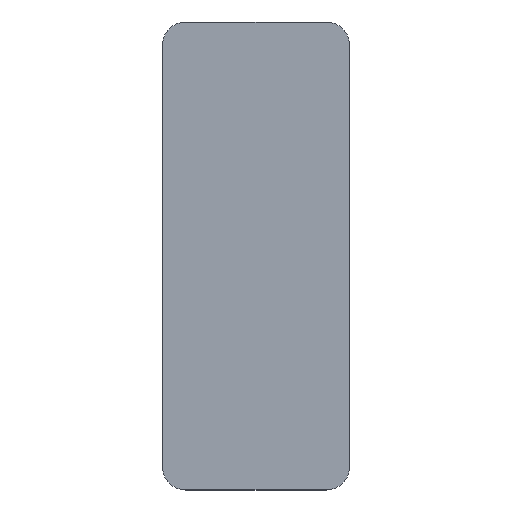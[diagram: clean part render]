
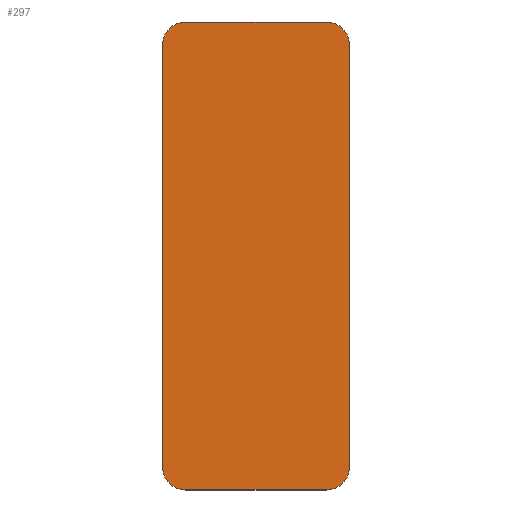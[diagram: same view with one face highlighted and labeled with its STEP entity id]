
A CAD part, top view. The second image highlights one B-rep face of the part: STEP entity #297.
In plain terms, the highlighted planar face has unit normal (0, 0, 1).
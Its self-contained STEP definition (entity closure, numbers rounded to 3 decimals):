
#9 = ORIENTED_EDGE ( 'NONE', *, *, #243, .F. ) ;
#14 = ORIENTED_EDGE ( 'NONE', *, *, #352, .F. ) ;
#17 = CARTESIAN_POINT ( 'NONE',  ( 0., -50., 0.714 ) ) ;
#34 = ORIENTED_EDGE ( 'NONE', *, *, #73, .F. ) ;
#35 = EDGE_CURVE ( 'NONE', #177, #286, #191, .T. ) ;
#36 = CARTESIAN_POINT ( 'NONE',  ( -15., -50., 0.714 ) ) ;
#38 = CARTESIAN_POINT ( 'NONE',  ( 15., -50., 0.714 ) ) ;
#52 = AXIS2_PLACEMENT_3D ( 'NONE', #181, #223, #157 ) ;
#58 = VECTOR ( 'NONE', #137, 1000. ) ;
#59 = CARTESIAN_POINT ( 'NONE',  ( -20., 45., 0.714 ) ) ;
#66 = DIRECTION ( 'NONE',  ( -1., 0., 0. ) ) ;
#69 = CIRCLE ( 'NONE', #113, 5. ) ;
#73 = EDGE_CURVE ( 'NONE', #142, #296, #342, .T. ) ;
#75 = CARTESIAN_POINT ( 'NONE',  ( 15., 50., 0.714 ) ) ;
#77 = DIRECTION ( 'NONE',  ( -1., 0., 0. ) ) ;
#79 = CARTESIAN_POINT ( 'NONE',  ( 20., 0., 0.714 ) ) ;
#80 = EDGE_CURVE ( 'NONE', #286, #188, #247, .T. ) ;
#82 = VERTEX_POINT ( 'NONE', #94 ) ;
#87 = ORIENTED_EDGE ( 'NONE', *, *, #319, .F. ) ;
#94 = CARTESIAN_POINT ( 'NONE',  ( -20., -45., 0.714 ) ) ;
#98 = DIRECTION ( 'NONE',  ( 0., 0., 1. ) ) ;
#110 = DIRECTION ( 'NONE',  ( 0., -1., 0. ) ) ;
#113 = AXIS2_PLACEMENT_3D ( 'NONE', #343, #185, #77 ) ;
#117 = VERTEX_POINT ( 'NONE', #59 ) ;
#125 = CARTESIAN_POINT ( 'NONE',  ( 15., 45., 0.714 ) ) ;
#137 = DIRECTION ( 'NONE',  ( -1., 0., 0. ) ) ;
#142 = VERTEX_POINT ( 'NONE', #249 ) ;
#146 = LINE ( 'NONE', #184, #246 ) ;
#155 = DIRECTION ( 'NONE',  ( 1., 0., 0. ) ) ;
#157 = DIRECTION ( 'NONE',  ( -1., 0., 0. ) ) ;
#164 = AXIS2_PLACEMENT_3D ( 'NONE', #175, #248, #325 ) ;
#166 = ORIENTED_EDGE ( 'NONE', *, *, #80, .F. ) ;
#175 = CARTESIAN_POINT ( 'NONE',  ( 15., -45., 0.714 ) ) ;
#177 = VERTEX_POINT ( 'NONE', #284 ) ;
#181 = CARTESIAN_POINT ( 'NONE',  ( -15., -45., 0.714 ) ) ;
#183 = DIRECTION ( 'NONE',  ( 0., 1., 0. ) ) ;
#184 = CARTESIAN_POINT ( 'NONE',  ( -20., 0., 0.714 ) ) ;
#185 = DIRECTION ( 'NONE',  ( 0., 0., -1. ) ) ;
#188 = VERTEX_POINT ( 'NONE', #256 ) ;
#191 = LINE ( 'NONE', #213, #328 ) ;
#200 = EDGE_CURVE ( 'NONE', #82, #117, #146, .T. ) ;
#202 = LINE ( 'NONE', #17, #58 ) ;
#213 = CARTESIAN_POINT ( 'NONE',  ( 0., 50., 0.714 ) ) ;
#223 = DIRECTION ( 'NONE',  ( 0., 0., -1. ) ) ;
#224 = ORIENTED_EDGE ( 'NONE', *, *, #331, .F. ) ;
#243 = EDGE_CURVE ( 'NONE', #290, #82, #289, .T. ) ;
#246 = VECTOR ( 'NONE', #183, 1000. ) ;
#247 = CIRCLE ( 'NONE', #261, 5. ) ;
#248 = DIRECTION ( 'NONE',  ( 0., 0., -1. ) ) ;
#249 = CARTESIAN_POINT ( 'NONE',  ( 20., -45., 0.714 ) ) ;
#256 = CARTESIAN_POINT ( 'NONE',  ( 20., 45., 0.714 ) ) ;
#261 = AXIS2_PLACEMENT_3D ( 'NONE', #125, #324, #66 ) ;
#270 = VECTOR ( 'NONE', #110, 1000. ) ;
#271 = AXIS2_PLACEMENT_3D ( 'NONE', #339, #98, #155 ) ;
#280 = EDGE_LOOP ( 'NONE', ( #34, #224, #166, #344, #14, #292, #9, #87 ) ) ;
#284 = CARTESIAN_POINT ( 'NONE',  ( -15., 50., 0.714 ) ) ;
#286 = VERTEX_POINT ( 'NONE', #75 ) ;
#289 = CIRCLE ( 'NONE', #52, 5. ) ;
#290 = VERTEX_POINT ( 'NONE', #36 ) ;
#292 = ORIENTED_EDGE ( 'NONE', *, *, #200, .F. ) ;
#296 = VERTEX_POINT ( 'NONE', #38 ) ;
#297 = ADVANCED_FACE ( 'NONE', ( #346 ), #309, .T. ) ;
#307 = DIRECTION ( 'NONE',  ( 1., 0., 0. ) ) ;
#309 = PLANE ( 'NONE',  #271 ) ;
#310 = LINE ( 'NONE', #79, #270 ) ;
#319 = EDGE_CURVE ( 'NONE', #296, #290, #202, .T. ) ;
#324 = DIRECTION ( 'NONE',  ( 0., 0., -1. ) ) ;
#325 = DIRECTION ( 'NONE',  ( -1., 0., 0. ) ) ;
#328 = VECTOR ( 'NONE', #307, 1000. ) ;
#331 = EDGE_CURVE ( 'NONE', #188, #142, #310, .T. ) ;
#339 = CARTESIAN_POINT ( 'NONE',  ( 0., 0., 0.714 ) ) ;
#342 = CIRCLE ( 'NONE', #164, 5. ) ;
#343 = CARTESIAN_POINT ( 'NONE',  ( -15., 45., 0.714 ) ) ;
#344 = ORIENTED_EDGE ( 'NONE', *, *, #35, .F. ) ;
#346 = FACE_OUTER_BOUND ( 'NONE', #280, .T. ) ;
#352 = EDGE_CURVE ( 'NONE', #117, #177, #69, .T. ) ;
